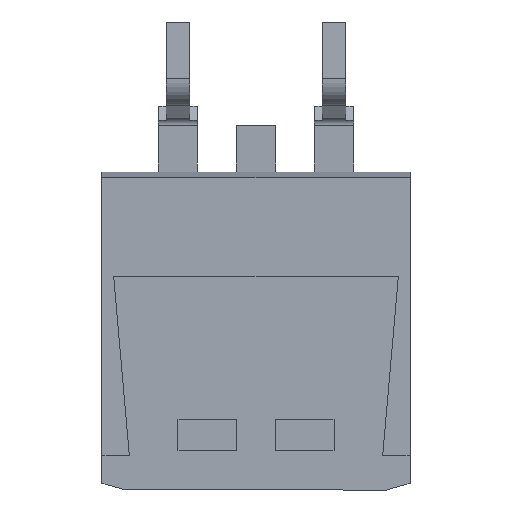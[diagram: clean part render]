
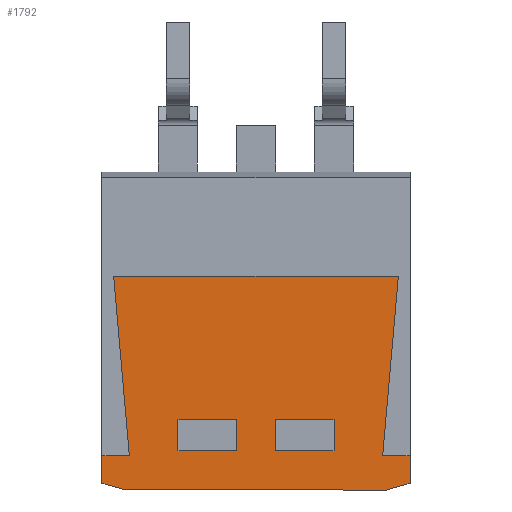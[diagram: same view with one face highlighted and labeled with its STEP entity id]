
A CAD part, front view. The second image highlights one B-rep face of the part: STEP entity #1792.
In plain terms, the highlighted planar face has unit normal (0, -1, 0).
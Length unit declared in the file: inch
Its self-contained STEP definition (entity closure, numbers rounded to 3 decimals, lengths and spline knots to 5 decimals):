
#12 = CARTESIAN_POINT ( 'NONE',  ( -0.16238, 0., -0.256 ) ) ;
#19 = VERTEX_POINT ( 'NONE', #2205 ) ;
#33 = VERTEX_POINT ( 'NONE', #950 ) ;
#42 = CARTESIAN_POINT ( 'NONE',  ( -0.1975, 0., -0.2914 ) ) ;
#75 = VERTEX_POINT ( 'NONE', #2444 ) ;
#104 = CARTESIAN_POINT ( 'NONE',  ( 0.1975, 0., -0.2914 ) ) ;
#119 = EDGE_CURVE ( 'NONE', #831, #2487, #295, .T. ) ;
#149 = EDGE_CURVE ( 'NONE', #1058, #33, #1218, .T. ) ;
#175 = CARTESIAN_POINT ( 'NONE',  ( 0.1675, 0., -0.3 ) ) ;
#188 = DIRECTION ( 'NONE',  ( 0., 0., -1. ) ) ;
#209 = ORIENTED_EDGE ( 'NONE', *, *, #149, .F. ) ;
#214 = CARTESIAN_POINT ( 'NONE',  ( 0.1825, 0., -0.026 ) ) ;
#220 = CARTESIAN_POINT ( 'NONE',  ( 0.1975, 0., -0.256 ) ) ;
#235 = VECTOR ( 'NONE', #631, 39.37008 ) ;
#269 = VECTOR ( 'NONE', #1293, 39.37008 ) ;
#295 = LINE ( 'NONE', #811, #269 ) ;
#337 = CARTESIAN_POINT ( 'NONE',  ( -0.1975, 0., -0.2914 ) ) ;
#342 = FACE_OUTER_BOUND ( 'NONE', #2378, .T. ) ;
#368 = CARTESIAN_POINT ( 'NONE',  ( 0.1, 0., -0.21 ) ) ;
#371 = CARTESIAN_POINT ( 'NONE',  ( -0.1, 0., -0.21 ) ) ;
#378 = LINE ( 'NONE', #104, #1297 ) ;
#392 = FACE_BOUND ( 'NONE', #903, .T. ) ;
#445 = DIRECTION ( 'NONE',  ( -1., 0., 0. ) ) ;
#459 = EDGE_CURVE ( 'NONE', #1936, #2689, #1702, .T. ) ;
#476 = EDGE_CURVE ( 'NONE', #33, #725, #1635, .T. ) ;
#506 = DIRECTION ( 'NONE',  ( 0.961, 0., 0.276 ) ) ;
#535 = DIRECTION ( 'NONE',  ( 0.087, 0., -0.996 ) ) ;
#549 = CARTESIAN_POINT ( 'NONE',  ( 0.1975, 0., -0.2914 ) ) ;
#566 = ORIENTED_EDGE ( 'NONE', *, *, #1423, .T. ) ;
#568 = CARTESIAN_POINT ( 'NONE',  ( 0.025, 0., -0.21 ) ) ;
#588 = EDGE_CURVE ( 'NONE', #1809, #1936, #2092, .T. ) ;
#629 = ORIENTED_EDGE ( 'NONE', *, *, #119, .T. ) ;
#631 = DIRECTION ( 'NONE',  ( 0.961, 0., -0.276 ) ) ;
#693 = EDGE_CURVE ( 'NONE', #2689, #1105, #2039, .T. ) ;
#697 = ORIENTED_EDGE ( 'NONE', *, *, #1531, .T. ) ;
#711 = EDGE_LOOP ( 'NONE', ( #783, #2616, #876, #2445 ) ) ;
#725 = VERTEX_POINT ( 'NONE', #2692 ) ;
#727 = VECTOR ( 'NONE', #1393, 39.37008 ) ;
#751 = ORIENTED_EDGE ( 'NONE', *, *, #2354, .F. ) ;
#756 = CARTESIAN_POINT ( 'NONE',  ( 0.16238, 0., -0.256 ) ) ;
#781 = CARTESIAN_POINT ( 'NONE',  ( -0.025, 0., -0.25 ) ) ;
#783 = ORIENTED_EDGE ( 'NONE', *, *, #1889, .F. ) ;
#798 = VECTOR ( 'NONE', #2375, 39.37008 ) ;
#811 = CARTESIAN_POINT ( 'NONE',  ( 0.1975, 0., -0.2914 ) ) ;
#812 = VERTEX_POINT ( 'NONE', #214 ) ;
#831 = VERTEX_POINT ( 'NONE', #549 ) ;
#832 = LINE ( 'NONE', #1275, #1756 ) ;
#856 = DIRECTION ( 'NONE',  ( 0., 0., 1. ) ) ;
#872 = VECTOR ( 'NONE', #1818, 39.37008 ) ;
#876 = ORIENTED_EDGE ( 'NONE', *, *, #459, .F. ) ;
#883 = ORIENTED_EDGE ( 'NONE', *, *, #1946, .T. ) ;
#903 = EDGE_LOOP ( 'NONE', ( #2123, #2646, #209, #751 ) ) ;
#950 = CARTESIAN_POINT ( 'NONE',  ( 0.025, 0., -0.25 ) ) ;
#983 = LINE ( 'NONE', #2722, #1905 ) ;
#1020 = DIRECTION ( 'NONE',  ( 0.087, 0., 0.996 ) ) ;
#1053 = VECTOR ( 'NONE', #2684, 39.37008 ) ;
#1058 = VERTEX_POINT ( 'NONE', #568 ) ;
#1080 = VECTOR ( 'NONE', #1418, 39.37008 ) ;
#1082 = DIRECTION ( 'NONE',  ( -1., 0., 0. ) ) ;
#1087 = VERTEX_POINT ( 'NONE', #368 ) ;
#1105 = VERTEX_POINT ( 'NONE', #1757 ) ;
#1145 = VECTOR ( 'NONE', #188, 39.37008 ) ;
#1159 = VECTOR ( 'NONE', #856, 39.37008 ) ;
#1175 = VECTOR ( 'NONE', #2729, 39.37008 ) ;
#1218 = LINE ( 'NONE', #2320, #2149 ) ;
#1231 = LINE ( 'NONE', #42, #235 ) ;
#1269 = LINE ( 'NONE', #1694, #2165 ) ;
#1275 = CARTESIAN_POINT ( 'NONE',  ( 0.1825, 0., -0.026 ) ) ;
#1281 = DIRECTION ( 'NONE',  ( 0., 0., -1. ) ) ;
#1293 = DIRECTION ( 'NONE',  ( 0., 0., 1. ) ) ;
#1297 = VECTOR ( 'NONE', #506, 39.37008 ) ;
#1305 = CARTESIAN_POINT ( 'NONE',  ( 0.1675, 0., -0.3 ) ) ;
#1339 = PLANE ( 'NONE',  #2309 ) ;
#1373 = CARTESIAN_POINT ( 'NONE',  ( -0.1, 0., -0.25 ) ) ;
#1386 = EDGE_CURVE ( 'NONE', #725, #1087, #1970, .T. ) ;
#1392 = EDGE_CURVE ( 'NONE', #2487, #2042, #1997, .T. ) ;
#1393 = DIRECTION ( 'NONE',  ( 1., 0., 0. ) ) ;
#1418 = DIRECTION ( 'NONE',  ( -1., 0., 0. ) ) ;
#1423 = EDGE_CURVE ( 'NONE', #19, #2728, #2091, .T. ) ;
#1437 = CARTESIAN_POINT ( 'NONE',  ( 0.1, 0., -0.21 ) ) ;
#1484 = VERTEX_POINT ( 'NONE', #2238 ) ;
#1486 = DIRECTION ( 'NONE',  ( 0., -1., 0. ) ) ;
#1531 = EDGE_CURVE ( 'NONE', #2544, #19, #1231, .T. ) ;
#1635 = LINE ( 'NONE', #2084, #1673 ) ;
#1653 = ORIENTED_EDGE ( 'NONE', *, *, #2316, .T. ) ;
#1661 = LINE ( 'NONE', #2401, #872 ) ;
#1666 = VECTOR ( 'NONE', #535, 39.37008 ) ;
#1673 = VECTOR ( 'NONE', #1815, 39.37008 ) ;
#1678 = ORIENTED_EDGE ( 'NONE', *, *, #1967, .T. ) ;
#1694 = CARTESIAN_POINT ( 'NONE',  ( 0.1, 0., -0.21 ) ) ;
#1702 = LINE ( 'NONE', #2065, #727 ) ;
#1703 = ORIENTED_EDGE ( 'NONE', *, *, #2229, .T. ) ;
#1756 = VECTOR ( 'NONE', #1082, 39.37008 ) ;
#1757 = CARTESIAN_POINT ( 'NONE',  ( -0.025, 0., -0.21 ) ) ;
#1792 = ADVANCED_FACE ( 'NONE', ( #392, #2240, #342 ), #1339, .T. ) ;
#1802 = LINE ( 'NONE', #2599, #1666 ) ;
#1809 = VERTEX_POINT ( 'NONE', #1969 ) ;
#1815 = DIRECTION ( 'NONE',  ( 1., 0., 0. ) ) ;
#1818 = DIRECTION ( 'NONE',  ( -1., 0., 0. ) ) ;
#1859 = CARTESIAN_POINT ( 'NONE',  ( 0., 0., 0. ) ) ;
#1889 = EDGE_CURVE ( 'NONE', #1105, #1809, #1661, .T. ) ;
#1905 = VECTOR ( 'NONE', #1281, 39.37008 ) ;
#1936 = VERTEX_POINT ( 'NONE', #1373 ) ;
#1946 = EDGE_CURVE ( 'NONE', #2328, #75, #2585, .T. ) ;
#1950 = LINE ( 'NONE', #756, #1957 ) ;
#1957 = VECTOR ( 'NONE', #1020, 39.37008 ) ;
#1967 = EDGE_CURVE ( 'NONE', #1484, #2328, #1802, .T. ) ;
#1969 = CARTESIAN_POINT ( 'NONE',  ( -0.1, 0., -0.21 ) ) ;
#1970 = LINE ( 'NONE', #1437, #1053 ) ;
#1997 = LINE ( 'NONE', #220, #1080 ) ;
#2034 = CARTESIAN_POINT ( 'NONE',  ( -0.1975, 0., -0.256 ) ) ;
#2039 = LINE ( 'NONE', #2494, #1159 ) ;
#2042 = VERTEX_POINT ( 'NONE', #2119 ) ;
#2065 = CARTESIAN_POINT ( 'NONE',  ( -0.1, 0., -0.25 ) ) ;
#2082 = CARTESIAN_POINT ( 'NONE',  ( 0.1975, 0., -0.256 ) ) ;
#2084 = CARTESIAN_POINT ( 'NONE',  ( 0.1, 0., -0.25 ) ) ;
#2091 = LINE ( 'NONE', #175, #1175 ) ;
#2092 = LINE ( 'NONE', #371, #1145 ) ;
#2119 = CARTESIAN_POINT ( 'NONE',  ( 0.16238, 0., -0.256 ) ) ;
#2123 = ORIENTED_EDGE ( 'NONE', *, *, #1386, .F. ) ;
#2149 = VECTOR ( 'NONE', #2664, 39.37008 ) ;
#2165 = VECTOR ( 'NONE', #445, 39.37008 ) ;
#2201 = EDGE_CURVE ( 'NONE', #812, #1484, #832, .T. ) ;
#2205 = CARTESIAN_POINT ( 'NONE',  ( -0.1675, 0., -0.3 ) ) ;
#2229 = EDGE_CURVE ( 'NONE', #2042, #812, #1950, .T. ) ;
#2238 = CARTESIAN_POINT ( 'NONE',  ( -0.1825, 0., -0.026 ) ) ;
#2240 = FACE_BOUND ( 'NONE', #711, .T. ) ;
#2309 = AXIS2_PLACEMENT_3D ( 'NONE', #1859, #1486, #2459 ) ;
#2316 = EDGE_CURVE ( 'NONE', #75, #2544, #983, .T. ) ;
#2320 = CARTESIAN_POINT ( 'NONE',  ( 0.025, 0., -0.21 ) ) ;
#2328 = VERTEX_POINT ( 'NONE', #12 ) ;
#2354 = EDGE_CURVE ( 'NONE', #1087, #1058, #1269, .T. ) ;
#2375 = DIRECTION ( 'NONE',  ( -1., 0., 0. ) ) ;
#2378 = EDGE_LOOP ( 'NONE', ( #2567, #1703, #2686, #1678, #883, #1653, #697, #566, #2388, #629 ) ) ;
#2388 = ORIENTED_EDGE ( 'NONE', *, *, #2555, .T. ) ;
#2401 = CARTESIAN_POINT ( 'NONE',  ( -0.1, 0., -0.21 ) ) ;
#2444 = CARTESIAN_POINT ( 'NONE',  ( -0.1975, 0., -0.256 ) ) ;
#2445 = ORIENTED_EDGE ( 'NONE', *, *, #588, .F. ) ;
#2459 = DIRECTION ( 'NONE',  ( 0., 0., -1. ) ) ;
#2487 = VERTEX_POINT ( 'NONE', #2082 ) ;
#2494 = CARTESIAN_POINT ( 'NONE',  ( -0.025, 0., -0.21 ) ) ;
#2544 = VERTEX_POINT ( 'NONE', #337 ) ;
#2555 = EDGE_CURVE ( 'NONE', #2728, #831, #378, .T. ) ;
#2567 = ORIENTED_EDGE ( 'NONE', *, *, #1392, .T. ) ;
#2585 = LINE ( 'NONE', #2034, #798 ) ;
#2599 = CARTESIAN_POINT ( 'NONE',  ( -0.16238, 0., -0.256 ) ) ;
#2616 = ORIENTED_EDGE ( 'NONE', *, *, #693, .F. ) ;
#2646 = ORIENTED_EDGE ( 'NONE', *, *, #476, .F. ) ;
#2664 = DIRECTION ( 'NONE',  ( 0., 0., -1. ) ) ;
#2684 = DIRECTION ( 'NONE',  ( 0., 0., 1. ) ) ;
#2686 = ORIENTED_EDGE ( 'NONE', *, *, #2201, .T. ) ;
#2689 = VERTEX_POINT ( 'NONE', #781 ) ;
#2692 = CARTESIAN_POINT ( 'NONE',  ( 0.1, 0., -0.25 ) ) ;
#2722 = CARTESIAN_POINT ( 'NONE',  ( -0.1975, 0., -0.2914 ) ) ;
#2728 = VERTEX_POINT ( 'NONE', #1305 ) ;
#2729 = DIRECTION ( 'NONE',  ( 1., 0., 0. ) ) ;
